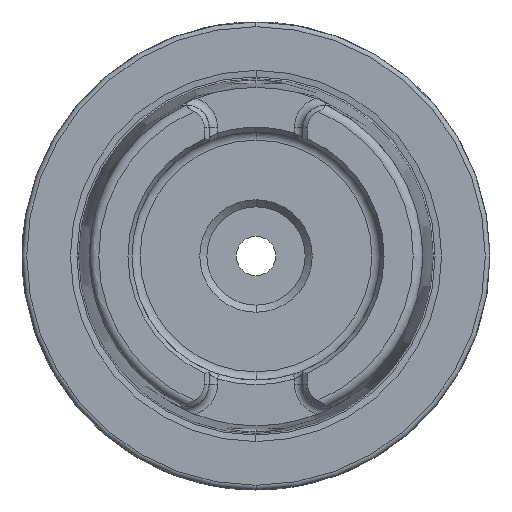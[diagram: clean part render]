
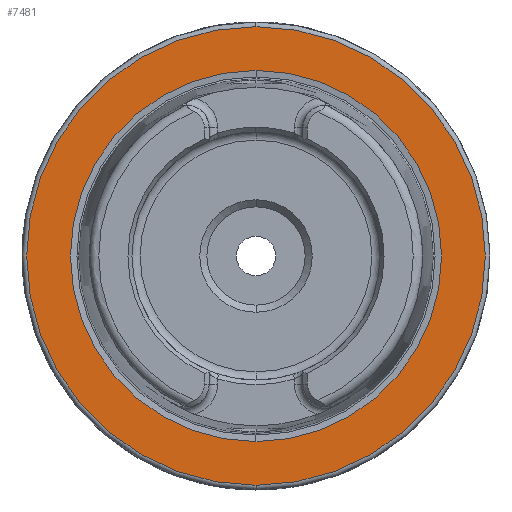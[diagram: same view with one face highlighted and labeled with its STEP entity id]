
A CAD part, left-side view. The second image highlights one B-rep face of the part: STEP entity #7481.
In plain terms, the highlighted planar face has unit normal (-1, 0, 0).
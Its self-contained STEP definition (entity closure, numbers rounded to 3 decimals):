
#949 = CARTESIAN_POINT ( 'NONE',  ( 0., 0., -39.647 ) ) ;
#950 = DIRECTION ( 'NONE',  ( 0., 0., -1. ) ) ;
#951 = DIRECTION ( 'NONE',  ( 1., 0., 0. ) ) ;
#952 = CARTESIAN_POINT ( 'NONE',  ( 0., 0., 0. ) ) ;
#953 = AXIS2_PLACEMENT_3D ( 'NONE', #952, #951, #950 ) ;
#954 = CIRCLE ( 'NONE', #953, 39.647 ) ;
#1868 = CARTESIAN_POINT ( 'NONE',  ( 0., 0., 39.647 ) ) ;
#1876 = CARTESIAN_POINT ( 'NONE',  ( 0., 0., 49. ) ) ;
#1877 = CARTESIAN_POINT ( 'NONE',  ( 0., 0., -49. ) ) ;
#1985 = CARTESIAN_POINT ( 'NONE',  ( 0., 0., 0. ) ) ;
#2022 = DIRECTION ( 'NONE',  ( 0., 0., -1. ) ) ;
#2023 = DIRECTION ( 'NONE',  ( 1., 0., 0. ) ) ;
#2024 = AXIS2_PLACEMENT_3D ( 'NONE', #1985, #2023, #2022 ) ;
#2025 = CIRCLE ( 'NONE', #2024, 49. ) ;
#4809 = AXIS2_PLACEMENT_3D ( 'NONE', #4920, #4919, #4918 ) ;
#4810 = PLANE ( 'NONE',  #4809 ) ;
#4811 = FACE_OUTER_BOUND ( 'NONE', #7527, .T. ) ;
#4812 = FACE_BOUND ( 'NONE', #7523, .T. ) ;
#4813 = DIRECTION ( 'NONE',  ( 0., 0., -1. ) ) ;
#4814 = DIRECTION ( 'NONE',  ( 1., 0., 0. ) ) ;
#4815 = CARTESIAN_POINT ( 'NONE',  ( 0., 0., 0. ) ) ;
#4816 = AXIS2_PLACEMENT_3D ( 'NONE', #4815, #4814, #4813 ) ;
#4817 = CIRCLE ( 'NONE', #4816, 49. ) ;
#4818 = CARTESIAN_POINT ( 'NONE',  ( 0., 0., 0. ) ) ;
#4918 = DIRECTION ( 'NONE',  ( 0., 0., 1. ) ) ;
#4919 = DIRECTION ( 'NONE',  ( -1., 0., 0. ) ) ;
#4920 = CARTESIAN_POINT ( 'NONE',  ( 0., 39.647, 0. ) ) ;
#4923 = DIRECTION ( 'NONE',  ( 0., 0., -1. ) ) ;
#4924 = DIRECTION ( 'NONE',  ( 1., 0., 0. ) ) ;
#4925 = AXIS2_PLACEMENT_3D ( 'NONE', #4818, #4924, #4923 ) ;
#4926 = CIRCLE ( 'NONE', #4925, 39.647 ) ;
#6004 = EDGE_CURVE ( 'NONE', #6408, #6176, #954, .T. ) ;
#6176 = VERTEX_POINT ( 'NONE', #949 ) ;
#6408 = VERTEX_POINT ( 'NONE', #1868 ) ;
#6414 = EDGE_CURVE ( 'NONE', #6415, #6416, #2025, .T. ) ;
#6415 = VERTEX_POINT ( 'NONE', #1877 ) ;
#6416 = VERTEX_POINT ( 'NONE', #1876 ) ;
#7478 = EDGE_CURVE ( 'NONE', #6416, #6415, #4817, .T. ) ;
#7481 = ADVANCED_FACE ( 'NONE', ( #4812, #4811 ), #4810, .T. ) ;
#7523 = EDGE_LOOP ( 'NONE', ( #7524, #7525 ) ) ;
#7524 = ORIENTED_EDGE ( 'NONE', *, *, #6004, .T. ) ;
#7525 = ORIENTED_EDGE ( 'NONE', *, *, #7526, .T. ) ;
#7526 = EDGE_CURVE ( 'NONE', #6176, #6408, #4926, .T. ) ;
#7527 = EDGE_LOOP ( 'NONE', ( #7528, #7529 ) ) ;
#7528 = ORIENTED_EDGE ( 'NONE', *, *, #6414, .F. ) ;
#7529 = ORIENTED_EDGE ( 'NONE', *, *, #7478, .F. ) ;
